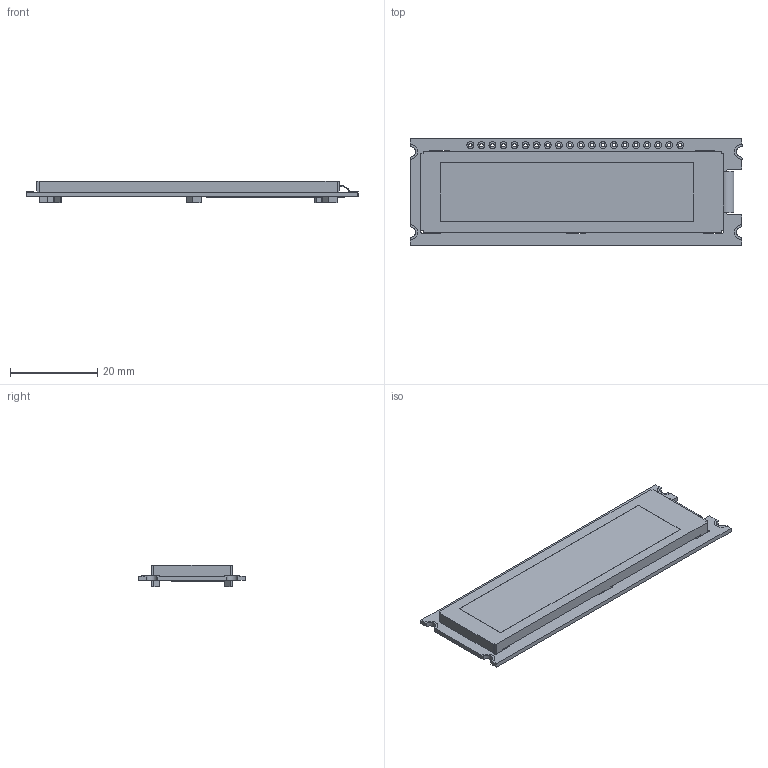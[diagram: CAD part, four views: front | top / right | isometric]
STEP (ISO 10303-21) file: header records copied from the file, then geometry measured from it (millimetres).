
FILE_DESCRIPTION (( 'STEP AP214' ), '1' );
FILE_NAME ('NHD-0216CW-AB3.STEP', '2017-08-01T18:18:45', ( '' ), ( '' ), 'SwSTEP 2.0', 'SolidWorks 2017', '' );
FILE_SCHEMA (( 'AUTOMOTIVE_DESIGN' ));
Length unit declared in the file: millimetre
Products named in the file (1): NHD-0216CW-AB3
Bounding box: 76.32 x 24.5 x 5 mm (x, y, z)
Volume: 5093.5 mm3; surface area: 4561.6 mm2
Topology: 1 solids, 1 shells, 425 faces, 1062 edges, 699 vertices
Faces by surface type: plane 267, cylinder 156, bspline 2
Entity records: 17457 total; most frequent: DIRECTION 2222, CARTESIAN_POINT 2213, ORIENTED_EDGE 2124, EDGE_CURVE 1062, VECTOR 742, LINE 742, AXIS2_PLACEMENT_3D 740, VERTEX_POINT 699
